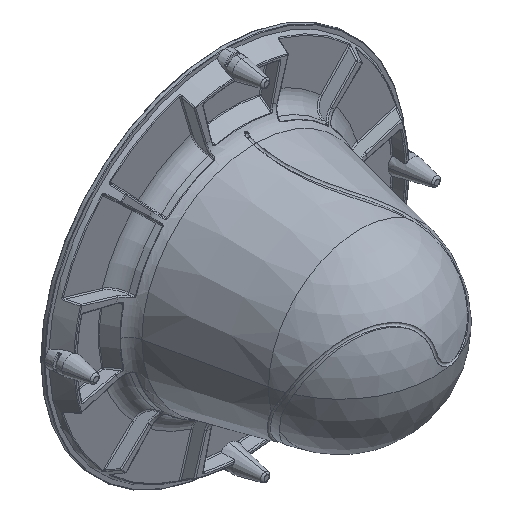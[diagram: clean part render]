
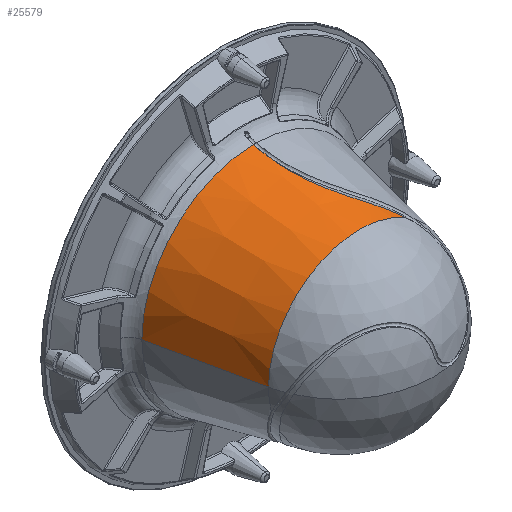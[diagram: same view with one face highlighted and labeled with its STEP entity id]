
A CAD part, isometric view. The second image highlights one B-rep face of the part: STEP entity #25579.
In plain terms, the highlighted conical face has half-angle 12 degrees and reference radius 44.226 mm.
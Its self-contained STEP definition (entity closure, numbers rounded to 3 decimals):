
#857 = CIRCLE ( 'NONE', #24788, 55.034 ) ;
#1321 = CIRCLE ( 'NONE', #6287, 44.226 ) ;
#1792 = CARTESIAN_POINT ( 'NONE',  ( -0.261, -27.973, 52.56 ) ) ;
#1900 = CARTESIAN_POINT ( 'NONE',  ( -0.739, -22.615, 53.695 ) ) ;
#2104 = CARTESIAN_POINT ( 'NONE',  ( -0.767, -19.612, 54.333 ) ) ;
#2208 = CARTESIAN_POINT ( 'NONE',  ( 17.67, -62.077, 41.727 ) ) ;
#2581 = EDGE_CURVE ( 'NONE', #28821, #11558, #1321, .T. ) ;
#3359 = DIRECTION ( 'NONE',  ( -1., 0., 0. ) ) ;
#4100 = CARTESIAN_POINT ( 'NONE',  ( 18.839, -63.248, 40.946 ) ) ;
#4498 = CARTESIAN_POINT ( 'NONE',  ( 0.771, -33.868, 51.303 ) ) ;
#5140 = VERTEX_POINT ( 'NONE', #15909 ) ;
#5395 = DIRECTION ( 'NONE',  ( 0., -1., 0. ) ) ;
#5502 = CARTESIAN_POINT ( 'NONE',  ( -0.713, -17.027, 54.883 ) ) ;
#6287 = AXIS2_PLACEMENT_3D ( 'NONE', #25511, #11768, #3359 ) ;
#6478 = CARTESIAN_POINT ( 'NONE',  ( 22.519, -67.187, 38.064 ) ) ;
#6509 = CONICAL_SURFACE ( 'NONE', #25622, 44.226, 0.209 ) ;
#6586 = CARTESIAN_POINT ( 'NONE',  ( 2.051, -38.511, 50.281 ) ) ;
#7116 = CARTESIAN_POINT ( 'NONE',  ( 22.519, -67.187, 38.064 ) ) ;
#7313 = ORIENTED_EDGE ( 'NONE', *, *, #14762, .F. ) ;
#7516 = CARTESIAN_POINT ( 'NONE',  ( -0.75, -18.408, 54.589 ) ) ;
#8577 = CARTESIAN_POINT ( 'NONE',  ( 0.406, -32.106, 51.681 ) ) ;
#8680 = CARTESIAN_POINT ( 'NONE',  ( 16.477, -60.913, 42.478 ) ) ;
#8786 = CARTESIAN_POINT ( 'NONE',  ( -0.449, -26.19, 52.938 ) ) ;
#8886 = CARTESIAN_POINT ( 'NONE',  ( 0.295, -31.517, 51.807 ) ) ;
#9723 = DIRECTION ( 'NONE',  ( 0., 1., 0. ) ) ;
#10867 = CARTESIAN_POINT ( 'NONE',  ( -0.185, -28.565, 52.435 ) ) ;
#10943 = B_SPLINE_CURVE_WITH_KNOTS ( 'NONE', 3,
 ( #6478, #22390, #17988, #11075, #4100, #2208, #13555, #8680, #10974, #13148, #20294, #22495, #22696, #22288, #26915, #11282, #29632, #20495, #25026, #15868, #15459, #6586, #18186, #27022, #4498, #8577, #8886, #15557, #24613, #10867, #1792, #29535, #8786, #20088, #24833, #13357, #27235, #13453, #1900, #15760, #2104, #17873 ),
 .UNSPECIFIED., .F., .F.,
 ( 4, 2, 2, 2, 2, 2, 2, 2, 2, 2, 2, 2, 2, 2, 2, 2, 2, 2, 2, 2, 4 ),
 ( 0., 0.004, 0.007, 0.009, 0.011, 0.013, 0.015, 0.018, 0.022, 0.029, 0.037, 0.04, 0.044, 0.046, 0.047, 0.049, 0.051, 0.052, 0.053, 0.055, 0.058 ),
 .UNSPECIFIED. ) ;
#10974 = CARTESIAN_POINT ( 'NONE',  ( 16.073, -60.526, 42.72 ) ) ;
#11075 = CARTESIAN_POINT ( 'NONE',  ( 19.602, -64.029, 40.402 ) ) ;
#11116 = ORIENTED_EDGE ( 'NONE', *, *, #20597, .T. ) ;
#11180 = CARTESIAN_POINT ( 'NONE',  ( -0.677, -16.337, 55.03 ) ) ;
#11282 = CARTESIAN_POINT ( 'NONE',  ( 10.273, -54.198, 45.857 ) ) ;
#11558 = VERTEX_POINT ( 'NONE', #7116 ) ;
#11768 = DIRECTION ( 'NONE',  ( 0., 1., 0. ) ) ;
#12797 = VERTEX_POINT ( 'NONE', #11180 ) ;
#12850 = EDGE_CURVE ( 'NONE', #11558, #18524, #10943, .T. ) ;
#13148 = CARTESIAN_POINT ( 'NONE',  ( 15.261, -59.748, 43.192 ) ) ;
#13357 = CARTESIAN_POINT ( 'NONE',  ( -0.617, -24.405, 53.316 ) ) ;
#13453 = CARTESIAN_POINT ( 'NONE',  ( -0.712, -23.213, 53.568 ) ) ;
#13555 = CARTESIAN_POINT ( 'NONE',  ( 17.276, -61.688, 41.981 ) ) ;
#14288 = CARTESIAN_POINT ( 'NONE',  ( 0., -67.187, 0. ) ) ;
#14762 = EDGE_CURVE ( 'NONE', #28821, #5140, #20723, .T. ) ;
#15459 = CARTESIAN_POINT ( 'NONE',  ( 3.23, -41.896, 49.503 ) ) ;
#15557 = CARTESIAN_POINT ( 'NONE',  ( 0.089, -30.338, 52.058 ) ) ;
#15760 = CARTESIAN_POINT ( 'NONE',  ( -0.79, -20.817, 54.076 ) ) ;
#15868 = CARTESIAN_POINT ( 'NONE',  ( 4.161, -44.082, 48.973 ) ) ;
#15909 = CARTESIAN_POINT ( 'NONE',  ( -55.034, -16.337, 0. ) ) ;
#16619 = DIRECTION ( 'NONE',  ( -1., 0., 0. ) ) ;
#16824 = DIRECTION ( 'NONE',  ( -0.208, 0.978, 0. ) ) ;
#17873 = CARTESIAN_POINT ( 'NONE',  ( -0.75, -18.408, 54.589 ) ) ;
#17915 = CARTESIAN_POINT ( 'NONE',  ( -0.75, -18.408, 54.589 ) ) ;
#17988 = CARTESIAN_POINT ( 'NONE',  ( 21.089, -65.602, 39.268 ) ) ;
#18186 = CARTESIAN_POINT ( 'NONE',  ( 1.694, -37.365, 50.537 ) ) ;
#18468 = ORIENTED_EDGE ( 'NONE', *, *, #12850, .T. ) ;
#18524 = VERTEX_POINT ( 'NONE', #7516 ) ;
#19302 = CARTESIAN_POINT ( 'NONE',  ( -0.677, -16.337, 55.03 ) ) ;
#20088 = CARTESIAN_POINT ( 'NONE',  ( -0.533, -25.297, 53.127 ) ) ;
#20294 = CARTESIAN_POINT ( 'NONE',  ( 14.854, -59.356, 43.422 ) ) ;
#20355 = VECTOR ( 'NONE', #16824, 1000. ) ;
#20495 = CARTESIAN_POINT ( 'NONE',  ( 7.527, -50.337, 47.234 ) ) ;
#20597 = EDGE_CURVE ( 'NONE', #12797, #5140, #857, .T. ) ;
#20723 = LINE ( 'NONE', #21335, #20355 ) ;
#21299 = CARTESIAN_POINT ( 'NONE',  ( 0., -16.337, 0. ) ) ;
#21335 = CARTESIAN_POINT ( 'NONE',  ( -44.226, -67.187, 0. ) ) ;
#21984 = EDGE_CURVE ( 'NONE', #18524, #12797, #22319, .T. ) ;
#22288 = CARTESIAN_POINT ( 'NONE',  ( 12.493, -56.883, 44.711 ) ) ;
#22319 = B_SPLINE_CURVE_WITH_KNOTS ( 'NONE', 3,
 ( #17915, #22733, #5502, #19302 ),
 .UNSPECIFIED., .F., .F.,
 ( 4, 4 ),
 ( 0., 0.002 ),
 .UNSPECIFIED. ) ;
#22390 = CARTESIAN_POINT ( 'NONE',  ( 21.813, -66.392, 38.677 ) ) ;
#22495 = CARTESIAN_POINT ( 'NONE',  ( 14.053, -58.554, 43.867 ) ) ;
#22696 = CARTESIAN_POINT ( 'NONE',  ( 13.658, -58.143, 44.083 ) ) ;
#22733 = CARTESIAN_POINT ( 'NONE',  ( -0.74, -17.718, 54.736 ) ) ;
#23613 = DIRECTION ( 'NONE',  ( -1., 0., 0. ) ) ;
#24613 = CARTESIAN_POINT ( 'NONE',  ( -0.009, -29.748, 52.184 ) ) ;
#24788 = AXIS2_PLACEMENT_3D ( 'NONE', #21299, #5395, #23613 ) ;
#24802 = ORIENTED_EDGE ( 'NONE', *, *, #21984, .T. ) ;
#24833 = CARTESIAN_POINT ( 'NONE',  ( -0.56, -25., 53.19 ) ) ;
#25026 = CARTESIAN_POINT ( 'NONE',  ( 6.31, -48.303, 47.839 ) ) ;
#25171 = ORIENTED_EDGE ( 'NONE', *, *, #2581, .T. ) ;
#25284 = EDGE_LOOP ( 'NONE', ( #7313, #25171, #18468, #24802, #11116 ) ) ;
#25511 = CARTESIAN_POINT ( 'NONE',  ( 0., -67.187, 0. ) ) ;
#25579 = ADVANCED_FACE ( 'NONE', ( #28016 ), #6509, .T. ) ;
#25622 = AXIS2_PLACEMENT_3D ( 'NONE', #14288, #9723, #16619 ) ;
#26915 = CARTESIAN_POINT ( 'NONE',  ( 11.736, -56.011, 45.106 ) ) ;
#27022 = CARTESIAN_POINT ( 'NONE',  ( 1.055, -35.039, 51.049 ) ) ;
#27235 = CARTESIAN_POINT ( 'NONE',  ( -0.646, -24.107, 53.379 ) ) ;
#28016 = FACE_OUTER_BOUND ( 'NONE', #25284, .T. ) ;
#28821 = VERTEX_POINT ( 'NONE', #29684 ) ;
#29535 = CARTESIAN_POINT ( 'NONE',  ( -0.392, -26.785, 52.812 ) ) ;
#29632 = CARTESIAN_POINT ( 'NONE',  ( 9.566, -53.258, 46.212 ) ) ;
#29684 = CARTESIAN_POINT ( 'NONE',  ( -44.226, -67.187, 0. ) ) ;
